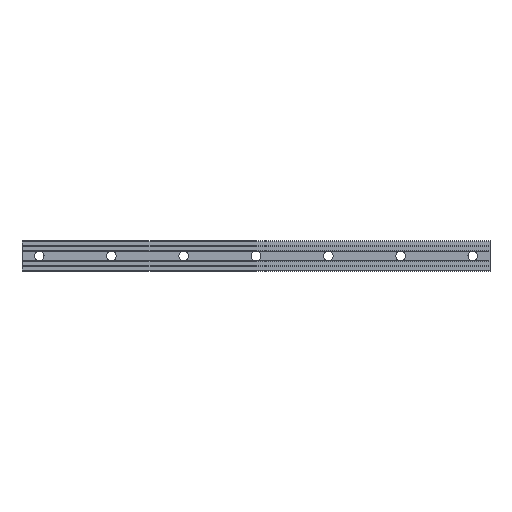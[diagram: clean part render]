
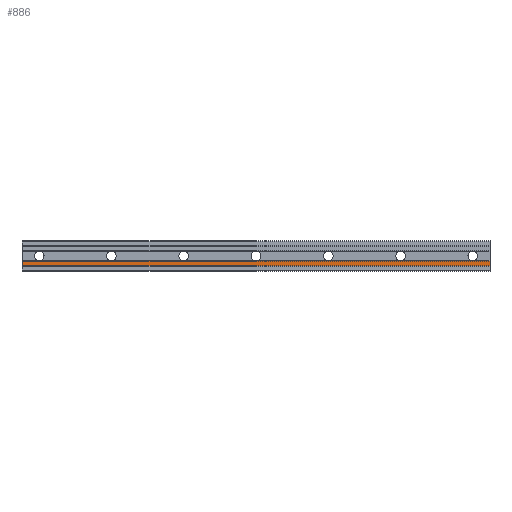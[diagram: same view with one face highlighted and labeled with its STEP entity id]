
A CAD part, front view. The second image highlights one B-rep face of the part: STEP entity #886.
In plain terms, the highlighted planar face has unit normal (0, -1, 0).
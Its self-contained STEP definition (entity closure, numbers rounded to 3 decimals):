
#19 = VECTOR ( 'NONE', #756, 1000. ) ;
#220 = LINE ( 'NONE', #2524, #1967 ) ;
#268 = VERTEX_POINT ( 'NONE', #1322 ) ;
#296 = PLANE ( 'NONE',  #2268 ) ;
#301 = LINE ( 'NONE', #2621, #1206 ) ;
#496 = ORIENTED_EDGE ( 'NONE', *, *, #2490, .T. ) ;
#504 = ORIENTED_EDGE ( 'NONE', *, *, #509, .F. ) ;
#509 = EDGE_CURVE ( 'NONE', #2670, #1806, #220, .T. ) ;
#617 = DIRECTION ( 'NONE',  ( 1., 0., 0. ) ) ;
#711 = FACE_OUTER_BOUND ( 'NONE', #2115, .T. ) ;
#756 = DIRECTION ( 'NONE',  ( -1., 0., 0. ) ) ;
#886 = ADVANCED_FACE ( 'NONE', ( #711 ), #296, .F. ) ;
#903 = VERTEX_POINT ( 'NONE', #1158 ) ;
#958 = DIRECTION ( 'NONE',  ( 0., 0., 1. ) ) ;
#1046 = CARTESIAN_POINT ( 'NONE',  ( 655., 0.5, -7.5 ) ) ;
#1084 = DIRECTION ( 'NONE',  ( 0., 0., -1. ) ) ;
#1131 = CARTESIAN_POINT ( 'NONE',  ( 655., 0.5, -7.5 ) ) ;
#1158 = CARTESIAN_POINT ( 'NONE',  ( 655., 0.5, -14.5 ) ) ;
#1203 = VECTOR ( 'NONE', #2060, 1000. ) ;
#1206 = VECTOR ( 'NONE', #1084, 1000. ) ;
#1219 = CARTESIAN_POINT ( 'NONE',  ( -25., 0.5, -7.5 ) ) ;
#1224 = LINE ( 'NONE', #2746, #1203 ) ;
#1322 = CARTESIAN_POINT ( 'NONE',  ( -25., 0.5, -14.5 ) ) ;
#1583 = EDGE_CURVE ( 'NONE', #1806, #903, #1224, .T. ) ;
#1783 = LINE ( 'NONE', #2042, #19 ) ;
#1803 = ORIENTED_EDGE ( 'NONE', *, *, #2565, .F. ) ;
#1806 = VERTEX_POINT ( 'NONE', #1046 ) ;
#1832 = DIRECTION ( 'NONE',  ( 0., 1., 0. ) ) ;
#1967 = VECTOR ( 'NONE', #617, 1000. ) ;
#2042 = CARTESIAN_POINT ( 'NONE',  ( 655., 0.5, -14.5 ) ) ;
#2060 = DIRECTION ( 'NONE',  ( 0., 0., -1. ) ) ;
#2115 = EDGE_LOOP ( 'NONE', ( #1803, #2435, #504, #496 ) ) ;
#2268 = AXIS2_PLACEMENT_3D ( 'NONE', #1131, #1832, #958 ) ;
#2435 = ORIENTED_EDGE ( 'NONE', *, *, #1583, .F. ) ;
#2490 = EDGE_CURVE ( 'NONE', #2670, #268, #301, .T. ) ;
#2524 = CARTESIAN_POINT ( 'NONE',  ( 655., 0.5, -7.5 ) ) ;
#2565 = EDGE_CURVE ( 'NONE', #903, #268, #1783, .T. ) ;
#2621 = CARTESIAN_POINT ( 'NONE',  ( -25., 0.5, 22.211 ) ) ;
#2670 = VERTEX_POINT ( 'NONE', #1219 ) ;
#2746 = CARTESIAN_POINT ( 'NONE',  ( 655., 0.5, 22.211 ) ) ;
